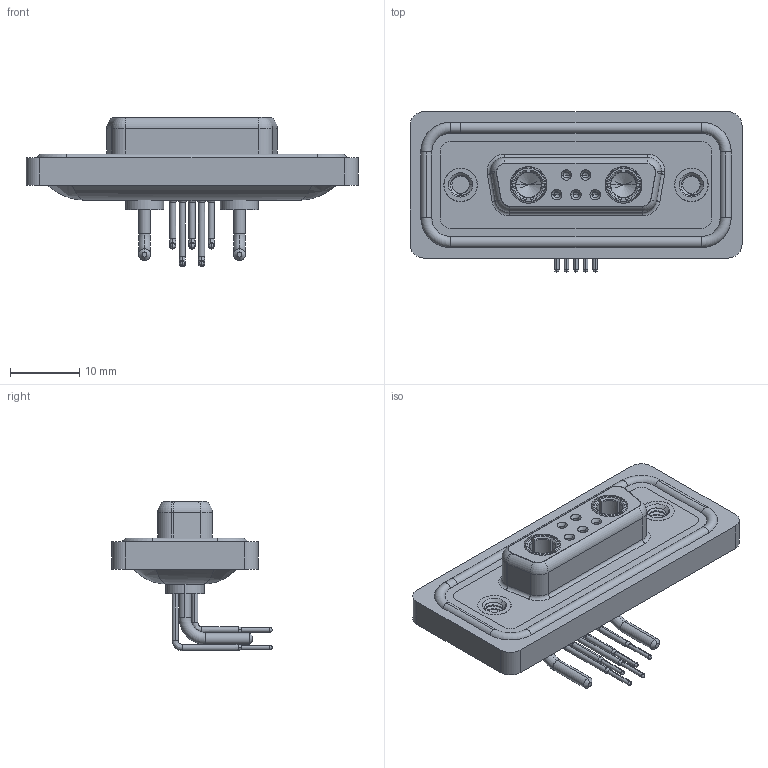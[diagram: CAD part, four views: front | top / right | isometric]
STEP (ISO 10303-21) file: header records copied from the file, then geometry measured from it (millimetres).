
FILE_DESCRIPTION (( 'STEP AP203' ), '1' );
FILE_NAME ('630W7W2-140-1NA.STEP', '2024-04-11T23:19:18', ( '' ), ( '' ), 'SwSTEP 2.0', 'SolidWorks 2023', '' );
FILE_SCHEMA (( 'CONFIG_CONTROL_DESIGN' ));
Length unit declared in the file: millimetre
Products named in the file (9): 630Combo Threaded Rivet_A; Power Socket_10A RA; 630Combo Contact Row 1_50 Contacts; 630Combo Housing_7W2; 630Combo Waterproof Housing_15 Contacts; 630W7W2-140-1NA; 630Combo Shell Front_15 Contacts; 630Combo Shell Rear_15 Contacts; 630Combo Contact Row 2_50 Contacts
Assembly tree (13 placements, depth 2):
  630W7W2-140-1NA
    630Combo Housing_7W2
    630Combo Shell Front_15 Contacts
    630Combo Shell Rear_15 Contacts
    630Combo Threaded Rivet_A  x2
    Power Socket_10A RA  x2
    630Combo Contact Row 1_50 Contacts  x2
    630Combo Contact Row 2_50 Contacts  x3
    630Combo Waterproof Housing_15 Contacts
Bounding box: 47.9 x 23.12 x 21.53 mm (x, y, z)
Volume: 6073.3 mm3; surface area: 10107.2 mm2
Topology: 16 solids, 16 shells, 801 faces, 2030 edges, 1281 vertices
Faces by surface type: cylinder 351, plane 238, cone 97, torus 83, bspline 32
Entity records: 20411 total; most frequent: CARTESIAN_POINT 5320, DIRECTION 3117, ORIENTED_EDGE 2850, EDGE_CURVE 1425, AXIS2_PLACEMENT_3D 1261, VERTEX_POINT 907, CIRCLE 683, EDGE_LOOP 648
